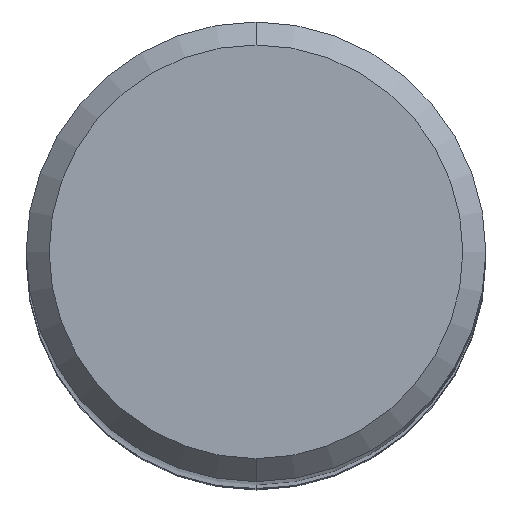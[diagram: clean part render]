
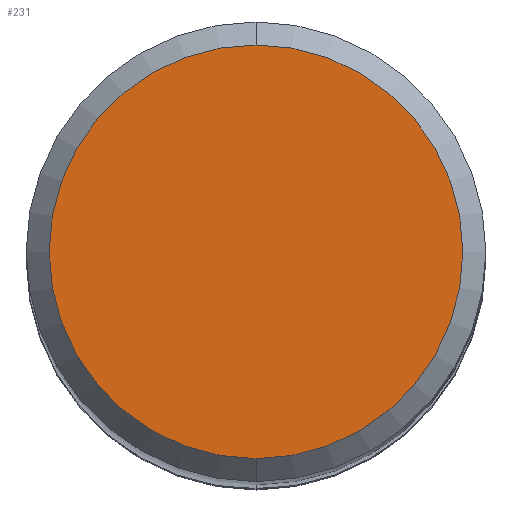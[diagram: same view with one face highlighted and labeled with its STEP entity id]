
A CAD part, top view. The second image highlights one B-rep face of the part: STEP entity #231.
In plain terms, the highlighted planar face has unit normal (0, 0, 1).
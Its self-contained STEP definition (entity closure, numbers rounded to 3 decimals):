
#181=EDGE_CURVE('',#293,#233,#417,.T.);
#231=ADVANCED_FACE('',(#471),#472,.T.);
#233=VERTEX_POINT('',#474);
#293=VERTEX_POINT('',#545);
#311=EDGE_CURVE('',#233,#293,#568,.T.);
#417=CIRCLE('',#689,4.5);
#471=FACE_OUTER_BOUND('',#757,.T.);
#472=PLANE('',#758);
#474=CARTESIAN_POINT('',(0.0,4.5,0.0));
#545=CARTESIAN_POINT('',(0.,-4.5,0.0));
#568=CIRCLE('',#877,4.5);
#689=AXIS2_PLACEMENT_3D('',#975,#976,#977);
#757=EDGE_LOOP('',(#1034,#1035));
#758=AXIS2_PLACEMENT_3D('',#1036,#1037,#1038);
#877=AXIS2_PLACEMENT_3D('',#1182,#1183,#1184);
#975=CARTESIAN_POINT('',(0.0,0.0,0.0));
#976=DIRECTION('',(0.0,0.0,-1.0));
#977=DIRECTION('',(0.0,1.0,0.0));
#1034=ORIENTED_EDGE('',*,*,#311,.F.);
#1035=ORIENTED_EDGE('',*,*,#181,.F.);
#1036=CARTESIAN_POINT('',(0.0,2.25,0.0));
#1037=DIRECTION('',(-0.0,0.0,1.0));
#1038=DIRECTION('',(0.0,-1.0,0.0));
#1182=CARTESIAN_POINT('',(0.0,0.0,0.0));
#1183=DIRECTION('',(0.0,0.0,-1.0));
#1184=DIRECTION('',(0.0,1.0,0.0));
